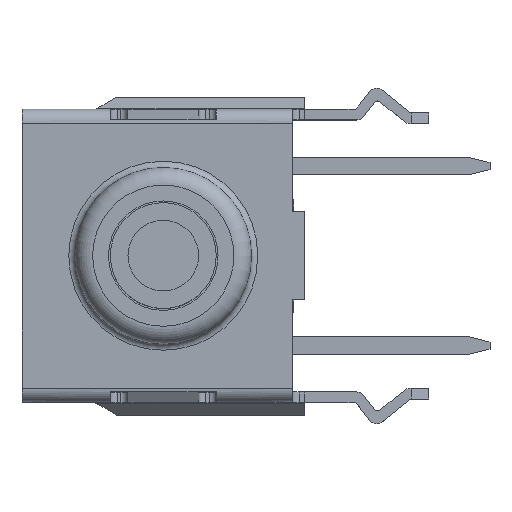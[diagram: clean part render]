
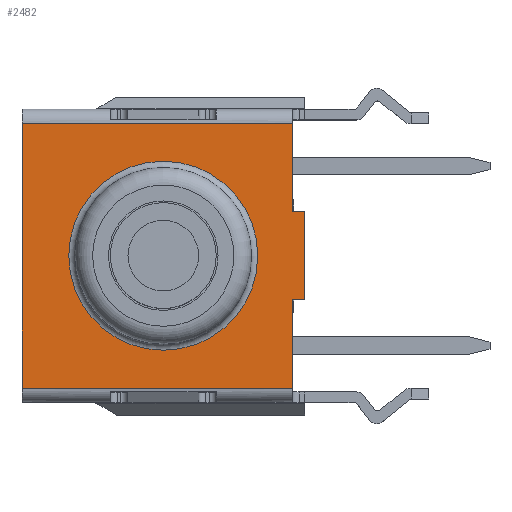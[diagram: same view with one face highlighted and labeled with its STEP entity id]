
A CAD part, top view. The second image highlights one B-rep face of the part: STEP entity #2482.
In plain terms, the highlighted planar face has unit normal (0, 0, 1).
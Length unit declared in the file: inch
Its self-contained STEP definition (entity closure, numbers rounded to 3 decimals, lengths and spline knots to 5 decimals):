
#834=CARTESIAN_POINT('',(0.,0.10531,0.10236));
#835=VERTEX_POINT('',#834);
#836=CARTESIAN_POINT('',(0.0,0.,0.10236));
#837=DIRECTION('',(0.0,0.0,-1.0));
#838=DIRECTION('',(0.0,-1.0,0.0));
#839=AXIS2_PLACEMENT_3D('',#836,#837,#838);
#840=CIRCLE('',#839,0.10531);
#841=EDGE_CURVE('',#835,#835,#840,.T.);
#2343=CARTESIAN_POINT('',(-0.15748,-0.14764,0.10236));
#2344=VERTEX_POINT('',#2343);
#2362=CARTESIAN_POINT('',(0.1437,-0.14764,0.10236));
#2363=VERTEX_POINT('',#2362);
#2371=CARTESIAN_POINT('',(0.1437,-0.14764,0.10236));
#2372=DIRECTION('',(-1.0,0.0,0.0));
#2373=VECTOR('',#2372,0.30118);
#2374=LINE('',#2371,#2373);
#2375=EDGE_CURVE('',#2363,#2344,#2374,.T.);
#2388=CARTESIAN_POINT('',(-0.15748,0.14764,0.10236));
#2389=VERTEX_POINT('',#2388);
#2390=CARTESIAN_POINT('',(-0.15748,0.14764,0.10236));
#2391=DIRECTION('',(0.0,-1.0,0.0));
#2392=VECTOR('',#2391,0.29528);
#2393=LINE('',#2390,#2392);
#2394=EDGE_CURVE('',#2389,#2344,#2393,.T.);
#2424=CARTESIAN_POINT('',(-0.17323,-0.1624,0.10236));
#2425=DIRECTION('',(0.0,0.0,1.0));
#2426=DIRECTION('',(1.0,0.0,0.0));
#2427=AXIS2_PLACEMENT_3D('',#2424,#2425,#2426);
#2428=PLANE('',#2427);
#2429=ORIENTED_EDGE('',*,*,#2375,.F.);
#2430=CARTESIAN_POINT('',(0.1437,-0.04921,0.10236));
#2431=VERTEX_POINT('',#2430);
#2432=CARTESIAN_POINT('',(0.1437,-0.14764,0.10236));
#2433=DIRECTION('',(0.0,1.0,0.0));
#2434=VECTOR('',#2433,0.09843);
#2435=LINE('',#2432,#2434);
#2436=EDGE_CURVE('',#2363,#2431,#2435,.T.);
#2437=ORIENTED_EDGE('',*,*,#2436,.T.);
#2438=CARTESIAN_POINT('',(0.15748,-0.04921,0.10236));
#2439=VERTEX_POINT('',#2438);
#2440=CARTESIAN_POINT('',(0.1437,-0.04921,0.10236));
#2441=DIRECTION('',(1.0,0.0,0.0));
#2442=VECTOR('',#2441,0.01378);
#2443=LINE('',#2440,#2442);
#2444=EDGE_CURVE('',#2431,#2439,#2443,.T.);
#2445=ORIENTED_EDGE('',*,*,#2444,.T.);
#2446=CARTESIAN_POINT('',(0.15748,0.04921,0.10236));
#2447=VERTEX_POINT('',#2446);
#2448=CARTESIAN_POINT('',(0.15748,-0.04921,0.10236));
#2449=DIRECTION('',(0.0,1.0,0.0));
#2450=VECTOR('',#2449,0.09843);
#2451=LINE('',#2448,#2450);
#2452=EDGE_CURVE('',#2439,#2447,#2451,.T.);
#2453=ORIENTED_EDGE('',*,*,#2452,.T.);
#2454=CARTESIAN_POINT('',(0.1437,0.04921,0.10236));
#2455=VERTEX_POINT('',#2454);
#2456=CARTESIAN_POINT('',(0.1437,0.04921,0.10236));
#2457=DIRECTION('',(1.0,0.0,0.0));
#2458=VECTOR('',#2457,0.01378);
#2459=LINE('',#2456,#2458);
#2460=EDGE_CURVE('',#2455,#2447,#2459,.T.);
#2461=ORIENTED_EDGE('',*,*,#2460,.F.);
#2462=CARTESIAN_POINT('',(0.1437,0.14764,0.10236));
#2463=VERTEX_POINT('',#2462);
#2464=CARTESIAN_POINT('',(0.1437,0.04921,0.10236));
#2465=DIRECTION('',(0.0,1.0,0.0));
#2466=VECTOR('',#2465,0.09843);
#2467=LINE('',#2464,#2466);
#2468=EDGE_CURVE('',#2455,#2463,#2467,.T.);
#2469=ORIENTED_EDGE('',*,*,#2468,.T.);
#2470=CARTESIAN_POINT('',(-0.15748,0.14764,0.10236));
#2471=DIRECTION('',(1.0,0.0,0.0));
#2472=VECTOR('',#2471,0.30118);
#2473=LINE('',#2470,#2472);
#2474=EDGE_CURVE('',#2389,#2463,#2473,.T.);
#2475=ORIENTED_EDGE('',*,*,#2474,.F.);
#2476=ORIENTED_EDGE('',*,*,#2394,.T.);
#2477=EDGE_LOOP('',(#2429,#2437,#2445,#2453,#2461,#2469,#2475,#2476));
#2478=FACE_OUTER_BOUND('',#2477,.T.);
#2479=ORIENTED_EDGE('',*,*,#841,.T.);
#2480=EDGE_LOOP('',(#2479));
#2481=FACE_BOUND('',#2480,.T.);
#2482=ADVANCED_FACE('',(#2478,#2481),#2428,.T.);
